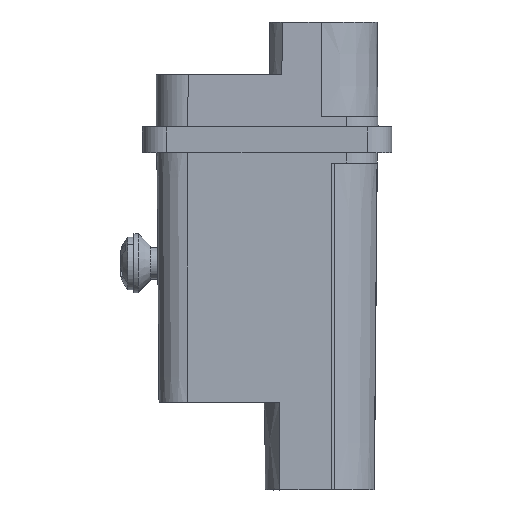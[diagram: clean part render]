
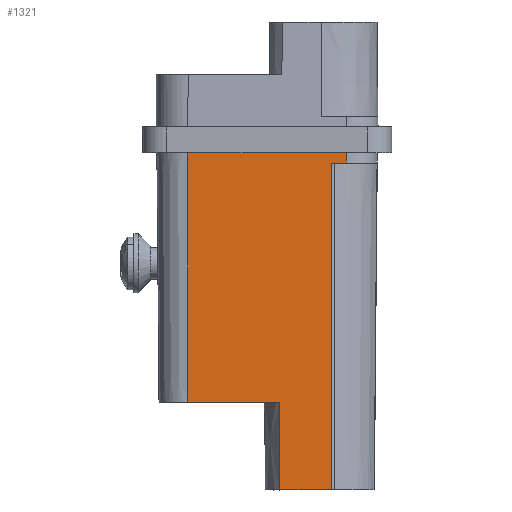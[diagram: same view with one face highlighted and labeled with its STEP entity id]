
A CAD part, left-side view. The second image highlights one B-rep face of the part: STEP entity #1321.
In plain terms, the highlighted planar face has unit normal (-1, 0, -0.009).
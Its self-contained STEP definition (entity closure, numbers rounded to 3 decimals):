
#1269=AXIS2_PLACEMENT_3D('Plane Axis2P3D',#1266,#1267,#1268) ;
#745=CARTESIAN_POINT('Vertex',(1.643,5.712,0.)) ;
#748=CARTESIAN_POINT('Line Origine',(1.643,8.156,0.)) ;
#752=CARTESIAN_POINT('Vertex',(1.643,10.6,0.)) ;
#1242=CARTESIAN_POINT('Vertex',(1.373,5.678,30.95)) ;
#1248=CARTESIAN_POINT('Control Point',(1.643,5.712,0.)) ;
#1249=CARTESIAN_POINT('Control Point',(1.553,5.7,10.317)) ;
#1250=CARTESIAN_POINT('Control Point',(1.463,5.689,20.633)) ;
#1251=CARTESIAN_POINT('Control Point',(1.373,5.678,30.95)) ;
#1266=CARTESIAN_POINT('Axis2P3D Location',(1.3,4.3,39.3)) ;
#1271=CARTESIAN_POINT('Line Origine',(1.373,4.989,30.95)) ;
#1275=CARTESIAN_POINT('Vertex',(1.373,4.3,30.95)) ;
#1278=CARTESIAN_POINT('Line Origine',(1.369,4.3,31.437)) ;
#1282=CARTESIAN_POINT('Vertex',(1.364,4.3,31.925)) ;
#1285=CARTESIAN_POINT('Line Origine',(1.364,11.8,31.925)) ;
#1289=CARTESIAN_POINT('Vertex',(1.364,19.3,31.925)) ;
#1292=CARTESIAN_POINT('Line Origine',(1.467,19.3,20.112)) ;
#1296=CARTESIAN_POINT('Vertex',(1.571,19.3,8.3)) ;
#1299=CARTESIAN_POINT('Line Origine',(1.571,14.95,8.3)) ;
#1303=CARTESIAN_POINT('Vertex',(1.571,10.6,8.3)) ;
#1306=CARTESIAN_POINT('Line Origine',(1.607,10.6,4.15)) ;
#749=DIRECTION('Vector Direction',(0.,-1.,0.)) ;
#1267=DIRECTION('Axis2P3D Direction',(1.,0.,0.009)) ;
#1268=DIRECTION('Axis2P3D XDirection',(0.,1.,0.)) ;
#1272=DIRECTION('Vector Direction',(0.,1.,0.)) ;
#1279=DIRECTION('Vector Direction',(-0.009,0.,1.)) ;
#1286=DIRECTION('Vector Direction',(0.,1.,0.)) ;
#1293=DIRECTION('Vector Direction',(-0.009,0.,1.)) ;
#1300=DIRECTION('Vector Direction',(0.,-1.,0.)) ;
#1307=DIRECTION('Vector Direction',(0.009,0.,-1.)) ;
#750=VECTOR('Line Direction',#749,1.) ;
#1273=VECTOR('Line Direction',#1272,1.) ;
#1280=VECTOR('Line Direction',#1279,1.) ;
#1287=VECTOR('Line Direction',#1286,1.) ;
#1294=VECTOR('Line Direction',#1293,1.) ;
#1301=VECTOR('Line Direction',#1300,1.) ;
#1308=VECTOR('Line Direction',#1307,1.) ;
#1312=ORIENTED_EDGE('',*,*,#1277,.F.) ;
#1313=ORIENTED_EDGE('',*,*,#1284,.T.) ;
#1314=ORIENTED_EDGE('',*,*,#1291,.T.) ;
#1315=ORIENTED_EDGE('',*,*,#1298,.F.) ;
#1316=ORIENTED_EDGE('',*,*,#1305,.T.) ;
#1317=ORIENTED_EDGE('',*,*,#1310,.T.) ;
#1318=ORIENTED_EDGE('',*,*,#754,.T.) ;
#1319=ORIENTED_EDGE('',*,*,#1252,.T.) ;
#1321=ADVANCED_FACE('Hauptk\X2\00F6\X0\rper',(#1320),#1270,.F.) ;
#754=EDGE_CURVE('',#753,#746,#751,.T.) ;
#1252=EDGE_CURVE('',#746,#1243,#1247,.T.) ;
#1277=EDGE_CURVE('',#1276,#1243,#1274,.T.) ;
#1284=EDGE_CURVE('',#1276,#1283,#1281,.T.) ;
#1291=EDGE_CURVE('',#1283,#1290,#1288,.T.) ;
#1298=EDGE_CURVE('',#1297,#1290,#1295,.T.) ;
#1305=EDGE_CURVE('',#1297,#1304,#1302,.T.) ;
#1310=EDGE_CURVE('',#1304,#753,#1309,.T.) ;
#1311=EDGE_LOOP('',(#1312,#1313,#1314,#1315,#1316,#1317,#1318,#1319)) ;
#1320=FACE_OUTER_BOUND('',#1311,.T.) ;
#751=LINE('Line',#748,#750) ;
#1274=LINE('Line',#1271,#1273) ;
#1281=LINE('Line',#1278,#1280) ;
#1288=LINE('Line',#1285,#1287) ;
#1295=LINE('Line',#1292,#1294) ;
#1302=LINE('Line',#1299,#1301) ;
#1309=LINE('Line',#1306,#1308) ;
#1270=PLANE('',#1269) ;
#746=VERTEX_POINT('',#745) ;
#753=VERTEX_POINT('',#752) ;
#1243=VERTEX_POINT('',#1242) ;
#1276=VERTEX_POINT('',#1275) ;
#1283=VERTEX_POINT('',#1282) ;
#1290=VERTEX_POINT('',#1289) ;
#1297=VERTEX_POINT('',#1296) ;
#1304=VERTEX_POINT('',#1303) ;
#1247=(BOUNDED_CURVE()B_SPLINE_CURVE(3,(#1248,#1249,#1250,#1251),.UNSPECIFIED.,.F.,.U.)B_SPLINE_CURVE_WITH_KNOTS((4,4),(33.474,64.425),.UNSPECIFIED.)CURVE()GEOMETRIC_REPRESENTATION_ITEM()RATIONAL_B_SPLINE_CURVE((1.,1.,1.,1.))REPRESENTATION_ITEM('')) ;
